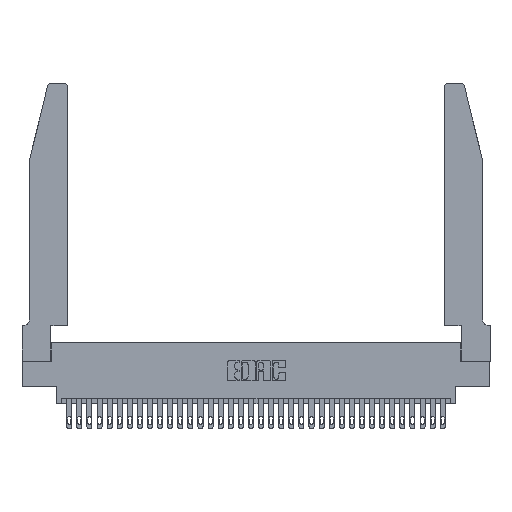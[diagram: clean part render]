
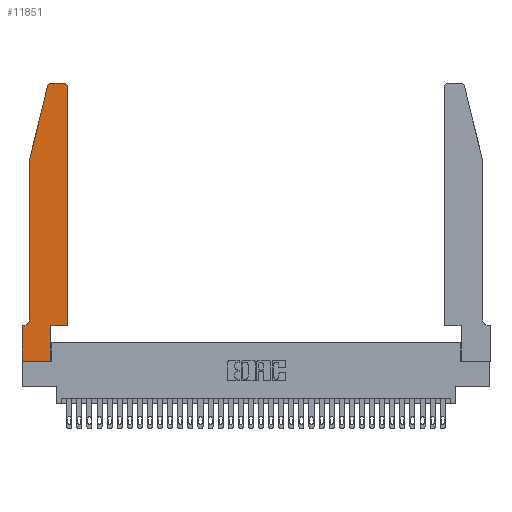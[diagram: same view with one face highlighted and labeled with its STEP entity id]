
A CAD part, top view. The second image highlights one B-rep face of the part: STEP entity #11851.
In plain terms, the highlighted planar face has unit normal (0, 0, 1).
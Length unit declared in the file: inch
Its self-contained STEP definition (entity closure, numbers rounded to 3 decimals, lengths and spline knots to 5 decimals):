
#134 = VERTEX_POINT ( 'NONE', #22601 ) ;
#194 = EDGE_CURVE ( 'NONE', #13647, #9857, #21805, .T. ) ;
#378 = CARTESIAN_POINT ( 'NONE',  ( 0.0755, 0.42, 0.37 ) ) ;
#731 = CARTESIAN_POINT ( 'NONE',  ( 0.284, 2.75, 0.37 ) ) ;
#1272 = ORIENTED_EDGE ( 'NONE', *, *, #12429, .T. ) ;
#1280 = VERTEX_POINT ( 'NONE', #15204 ) ;
#1462 = ORIENTED_EDGE ( 'NONE', *, *, #22455, .T. ) ;
#1492 = LINE ( 'NONE', #10797, #12134 ) ;
#1928 = DIRECTION ( 'NONE',  ( -1., 0., 0. ) ) ;
#2832 = DIRECTION ( 'NONE',  ( 0., 1., 0. ) ) ;
#2891 = CARTESIAN_POINT ( 'NONE',  ( 0.4505, 0.35, 0.37 ) ) ;
#2966 = ORIENTED_EDGE ( 'NONE', *, *, #21818, .T. ) ;
#3225 = DIRECTION ( 'NONE',  ( 0., -1., 0. ) ) ;
#4110 = CARTESIAN_POINT ( 'NONE',  ( 0., 0.35, 0.37 ) ) ;
#4164 = LINE ( 'NONE', #6033, #32202 ) ;
#4351 = LINE ( 'NONE', #23388, #31536 ) ;
#4651 = VERTEX_POINT ( 'NONE', #31275 ) ;
#4956 = ORIENTED_EDGE ( 'NONE', *, *, #25111, .T. ) ;
#5305 = VERTEX_POINT ( 'NONE', #8149 ) ;
#6033 = CARTESIAN_POINT ( 'NONE',  ( 0.0755, 2., 0.37 ) ) ;
#6500 = ORIENTED_EDGE ( 'NONE', *, *, #34492, .T. ) ;
#6536 = VECTOR ( 'NONE', #21042, 39.37008 ) ;
#7141 = DIRECTION ( 'NONE',  ( 0., 0., -1. ) ) ;
#7694 = EDGE_CURVE ( 'NONE', #10173, #11429, #4351, .T. ) ;
#8119 = VERTEX_POINT ( 'NONE', #19539 ) ;
#8149 = CARTESIAN_POINT ( 'NONE',  ( 0.25487, 2.72718, 0.37 ) ) ;
#8410 = DIRECTION ( 'NONE',  ( 0., 0., 1. ) ) ;
#9523 = LINE ( 'NONE', #13899, #21870 ) ;
#9857 = VERTEX_POINT ( 'NONE', #29971 ) ;
#10173 = VERTEX_POINT ( 'NONE', #4110 ) ;
#10584 = VECTOR ( 'NONE', #27342, 39.37008 ) ;
#10678 = AXIS2_PLACEMENT_3D ( 'NONE', #31493, #7141, #1928 ) ;
#10797 = CARTESIAN_POINT ( 'NONE',  ( 0.0755, 0.35, 0.37 ) ) ;
#11135 = EDGE_CURVE ( 'NONE', #5305, #134, #4164, .T. ) ;
#11429 = VERTEX_POINT ( 'NONE', #15307 ) ;
#11597 = VECTOR ( 'NONE', #2832, 39.37008 ) ;
#11851 = ADVANCED_FACE ( 'NONE', ( #25348 ), #13911, .T. ) ;
#12134 = VECTOR ( 'NONE', #29884, 39.37008 ) ;
#12429 = EDGE_CURVE ( 'NONE', #9857, #10173, #1492, .T. ) ;
#13621 = EDGE_CURVE ( 'NONE', #26120, #29522, #18379, .T. ) ;
#13647 = VERTEX_POINT ( 'NONE', #378 ) ;
#13899 = CARTESIAN_POINT ( 'NONE',  ( 0.0755, 2., 0.37 ) ) ;
#13911 = PLANE ( 'NONE',  #20836 ) ;
#14337 = EDGE_CURVE ( 'NONE', #29522, #5305, #28597, .T. ) ;
#15204 = CARTESIAN_POINT ( 'NONE',  ( 0.4505, 2.72, 0.37 ) ) ;
#15307 = CARTESIAN_POINT ( 'NONE',  ( 0., 0., 0.37 ) ) ;
#16104 = LINE ( 'NONE', #2891, #10584 ) ;
#16105 = VERTEX_POINT ( 'NONE', #18838 ) ;
#17154 = LINE ( 'NONE', #23423, #6536 ) ;
#17272 = VECTOR ( 'NONE', #19709, 39.37008 ) ;
#17705 = ORIENTED_EDGE ( 'NONE', *, *, #18417, .T. ) ;
#18379 = LINE ( 'NONE', #19381, #32011 ) ;
#18417 = EDGE_CURVE ( 'NONE', #4651, #8119, #21545, .T. ) ;
#18531 = AXIS2_PLACEMENT_3D ( 'NONE', #33086, #28097, #19642 ) ;
#18825 = LINE ( 'NONE', #32856, #11597 ) ;
#18838 = CARTESIAN_POINT ( 'NONE',  ( 0.2865, 0., 0.37 ) ) ;
#19381 = CARTESIAN_POINT ( 'NONE',  ( 0.2605, 2.75, 0.37 ) ) ;
#19539 = CARTESIAN_POINT ( 'NONE',  ( 0.4505, 0.35, 0.37 ) ) ;
#19642 = DIRECTION ( 'NONE',  ( 1., 0., 0. ) ) ;
#19709 = DIRECTION ( 'NONE',  ( 1., 0., 0. ) ) ;
#19792 = CARTESIAN_POINT ( 'NONE',  ( 0.284, 2.72, 0.37 ) ) ;
#20836 = AXIS2_PLACEMENT_3D ( 'NONE', #22356, #27561, #32910 ) ;
#21042 = DIRECTION ( 'NONE',  ( 1., 0., 0. ) ) ;
#21545 = LINE ( 'NONE', #22349, #17272 ) ;
#21805 = CIRCLE ( 'NONE', #10678, 0.07 ) ;
#21818 = EDGE_CURVE ( 'NONE', #134, #13647, #9523, .T. ) ;
#21870 = VECTOR ( 'NONE', #3225, 39.37008 ) ;
#22349 = CARTESIAN_POINT ( 'NONE',  ( 0.4505, 0.35, 0.37 ) ) ;
#22356 = CARTESIAN_POINT ( 'NONE',  ( 0., 0.35, 0.37 ) ) ;
#22455 = EDGE_CURVE ( 'NONE', #16105, #4651, #18825, .T. ) ;
#22546 = ORIENTED_EDGE ( 'NONE', *, *, #31096, .T. ) ;
#22601 = CARTESIAN_POINT ( 'NONE',  ( 0.0755, 2., 0.37 ) ) ;
#22698 = ORIENTED_EDGE ( 'NONE', *, *, #194, .T. ) ;
#23005 = ORIENTED_EDGE ( 'NONE', *, *, #11135, .T. ) ;
#23388 = CARTESIAN_POINT ( 'NONE',  ( 0., 0., 0.37 ) ) ;
#23423 = CARTESIAN_POINT ( 'NONE',  ( 0., 0., 0.37 ) ) ;
#24073 = ORIENTED_EDGE ( 'NONE', *, *, #13621, .T. ) ;
#25047 = DIRECTION ( 'NONE',  ( -0.239, -0.971, 0. ) ) ;
#25111 = EDGE_CURVE ( 'NONE', #8119, #1280, #16104, .T. ) ;
#25348 = FACE_OUTER_BOUND ( 'NONE', #28063, .T. ) ;
#26120 = VERTEX_POINT ( 'NONE', #29749 ) ;
#26461 = ORIENTED_EDGE ( 'NONE', *, *, #14337, .T. ) ;
#27342 = DIRECTION ( 'NONE',  ( 0., 1., 0. ) ) ;
#27455 = DIRECTION ( 'NONE',  ( -1., 0., 0. ) ) ;
#27561 = DIRECTION ( 'NONE',  ( 0., 0., 1. ) ) ;
#27636 = DIRECTION ( 'NONE',  ( 1., 0., 0. ) ) ;
#28063 = EDGE_LOOP ( 'NONE', ( #24073, #26461, #23005, #2966, #22698, #1272, #31667, #6500, #1462, #17705, #4956, #22546 ) ) ;
#28097 = DIRECTION ( 'NONE',  ( 0., 0., 1. ) ) ;
#28597 = CIRCLE ( 'NONE', #31347, 0.03 ) ;
#29522 = VERTEX_POINT ( 'NONE', #731 ) ;
#29749 = CARTESIAN_POINT ( 'NONE',  ( 0.4205, 2.75, 0.37 ) ) ;
#29884 = DIRECTION ( 'NONE',  ( -1., 0., 0. ) ) ;
#29971 = CARTESIAN_POINT ( 'NONE',  ( 0.0055, 0.35, 0.37 ) ) ;
#30700 = CIRCLE ( 'NONE', #18531, 0.03 ) ;
#31096 = EDGE_CURVE ( 'NONE', #1280, #26120, #30700, .T. ) ;
#31275 = CARTESIAN_POINT ( 'NONE',  ( 0.2865, 0.35, 0.37 ) ) ;
#31347 = AXIS2_PLACEMENT_3D ( 'NONE', #19792, #8410, #27636 ) ;
#31493 = CARTESIAN_POINT ( 'NONE',  ( 0.0055, 0.42, 0.37 ) ) ;
#31536 = VECTOR ( 'NONE', #34437, 39.37008 ) ;
#31667 = ORIENTED_EDGE ( 'NONE', *, *, #7694, .T. ) ;
#32011 = VECTOR ( 'NONE', #27455, 39.37008 ) ;
#32202 = VECTOR ( 'NONE', #25047, 39.37008 ) ;
#32856 = CARTESIAN_POINT ( 'NONE',  ( 0.2865, 0.35, 0.37 ) ) ;
#32910 = DIRECTION ( 'NONE',  ( 1., 0., 0. ) ) ;
#33086 = CARTESIAN_POINT ( 'NONE',  ( 0.4205, 2.72, 0.37 ) ) ;
#34437 = DIRECTION ( 'NONE',  ( 0., -1., 0. ) ) ;
#34492 = EDGE_CURVE ( 'NONE', #11429, #16105, #17154, .T. ) ;
